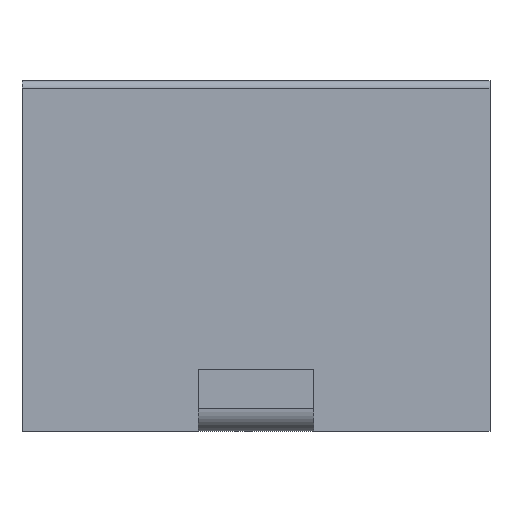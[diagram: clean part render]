
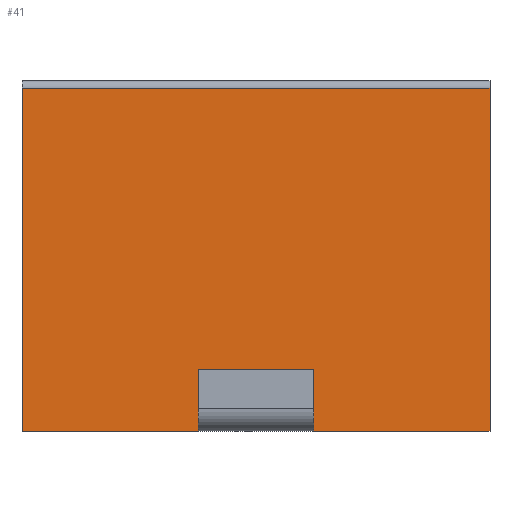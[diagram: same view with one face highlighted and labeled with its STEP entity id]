
A CAD part, front view. The second image highlights one B-rep face of the part: STEP entity #41.
In plain terms, the highlighted planar face has unit normal (0, -1, 0).
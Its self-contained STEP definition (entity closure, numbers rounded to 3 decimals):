
#11 = VERTEX_POINT ( 'NONE', #514 ) ;
#16 = ORIENTED_EDGE ( 'NONE', *, *, #464, .T. ) ;
#20 = CARTESIAN_POINT ( 'NONE',  ( -30., 2.75, 40. ) ) ;
#31 = ORIENTED_EDGE ( 'NONE', *, *, #427, .F. ) ;
#34 = CARTESIAN_POINT ( 'NONE',  ( -7.375, 2.75, -4. ) ) ;
#41 = ADVANCED_FACE ( 'NONE', ( #151 ), #193, .F. ) ;
#45 = CARTESIAN_POINT ( 'NONE',  ( 30., 2.75, 40. ) ) ;
#47 = VECTOR ( 'NONE', #93, 1000. ) ;
#54 = VERTEX_POINT ( 'NONE', #327 ) ;
#56 = EDGE_LOOP ( 'NONE', ( #345, #188, #31, #68, #307, #268, #426, #16 ) ) ;
#62 = VECTOR ( 'NONE', #248, 1000. ) ;
#67 = VERTEX_POINT ( 'NONE', #365 ) ;
#68 = ORIENTED_EDGE ( 'NONE', *, *, #452, .T. ) ;
#78 = CARTESIAN_POINT ( 'NONE',  ( 30., 2.75, -4. ) ) ;
#80 = EDGE_CURVE ( 'NONE', #507, #400, #449, .T. ) ;
#90 = LINE ( 'NONE', #170, #138 ) ;
#91 = VECTOR ( 'NONE', #284, 1000. ) ;
#93 = DIRECTION ( 'NONE',  ( 1., 0., 0. ) ) ;
#126 = CARTESIAN_POINT ( 'NONE',  ( 7.375, 2.75, -3.99 ) ) ;
#130 = DIRECTION ( 'NONE',  ( 0., 0., 1. ) ) ;
#132 = EDGE_CURVE ( 'NONE', #67, #150, #253, .T. ) ;
#138 = VECTOR ( 'NONE', #501, 1000. ) ;
#150 = VERTEX_POINT ( 'NONE', #126 ) ;
#151 = FACE_OUTER_BOUND ( 'NONE', #56, .T. ) ;
#168 = EDGE_CURVE ( 'NONE', #507, #252, #190, .T. ) ;
#170 = CARTESIAN_POINT ( 'NONE',  ( -7.375, 2.75, -0.1 ) ) ;
#188 = ORIENTED_EDGE ( 'NONE', *, *, #168, .T. ) ;
#190 = LINE ( 'NONE', #398, #300 ) ;
#193 = PLANE ( 'NONE',  #437 ) ;
#197 = CARTESIAN_POINT ( 'NONE',  ( -30., 2.75, -4. ) ) ;
#212 = LINE ( 'NONE', #500, #450 ) ;
#248 = DIRECTION ( 'NONE',  ( 0., 0., 1. ) ) ;
#252 = VERTEX_POINT ( 'NONE', #20 ) ;
#253 = LINE ( 'NONE', #332, #391 ) ;
#268 = ORIENTED_EDGE ( 'NONE', *, *, #444, .T. ) ;
#284 = DIRECTION ( 'NONE',  ( 0., 0., -1. ) ) ;
#294 = DIRECTION ( 'NONE',  ( 1., 0., 0. ) ) ;
#300 = VECTOR ( 'NONE', #487, 1000. ) ;
#307 = ORIENTED_EDGE ( 'NONE', *, *, #325, .T. ) ;
#325 = EDGE_CURVE ( 'NONE', #523, #11, #531, .T. ) ;
#327 = CARTESIAN_POINT ( 'NONE',  ( -30., 2.75, -3.99 ) ) ;
#332 = CARTESIAN_POINT ( 'NONE',  ( 7.375, 2.75, -4. ) ) ;
#345 = ORIENTED_EDGE ( 'NONE', *, *, #80, .F. ) ;
#360 = CARTESIAN_POINT ( 'NONE',  ( 0., 2.75, 0. ) ) ;
#363 = DIRECTION ( 'NONE',  ( 0., 0., 1. ) ) ;
#365 = CARTESIAN_POINT ( 'NONE',  ( 7.375, 2.75, -0.1 ) ) ;
#374 = VECTOR ( 'NONE', #363, 1000. ) ;
#376 = CARTESIAN_POINT ( 'NONE',  ( 7.375, 2.75, -3.99 ) ) ;
#377 = LINE ( 'NONE', #376, #47 ) ;
#391 = VECTOR ( 'NONE', #415, 1000. ) ;
#398 = CARTESIAN_POINT ( 'NONE',  ( 0., 2.75, 40. ) ) ;
#400 = VERTEX_POINT ( 'NONE', #493 ) ;
#403 = LINE ( 'NONE', #197, #374 ) ;
#415 = DIRECTION ( 'NONE',  ( 0., 0., -1. ) ) ;
#416 = CARTESIAN_POINT ( 'NONE',  ( -7.375, 2.75, -3.99 ) ) ;
#426 = ORIENTED_EDGE ( 'NONE', *, *, #132, .T. ) ;
#427 = EDGE_CURVE ( 'NONE', #54, #252, #403, .T. ) ;
#437 = AXIS2_PLACEMENT_3D ( 'NONE', #360, #472, #130 ) ;
#444 = EDGE_CURVE ( 'NONE', #11, #67, #90, .T. ) ;
#449 = LINE ( 'NONE', #78, #91 ) ;
#450 = VECTOR ( 'NONE', #294, 1000. ) ;
#452 = EDGE_CURVE ( 'NONE', #54, #523, #212, .T. ) ;
#464 = EDGE_CURVE ( 'NONE', #150, #400, #377, .T. ) ;
#472 = DIRECTION ( 'NONE',  ( 0., 1., 0. ) ) ;
#487 = DIRECTION ( 'NONE',  ( -1., 0., 0. ) ) ;
#493 = CARTESIAN_POINT ( 'NONE',  ( 30., 2.75, -3.99 ) ) ;
#500 = CARTESIAN_POINT ( 'NONE',  ( -30., 2.75, -3.99 ) ) ;
#501 = DIRECTION ( 'NONE',  ( 1., 0., 0. ) ) ;
#507 = VERTEX_POINT ( 'NONE', #45 ) ;
#514 = CARTESIAN_POINT ( 'NONE',  ( -7.375, 2.75, -0.1 ) ) ;
#523 = VERTEX_POINT ( 'NONE', #416 ) ;
#531 = LINE ( 'NONE', #34, #62 ) ;
